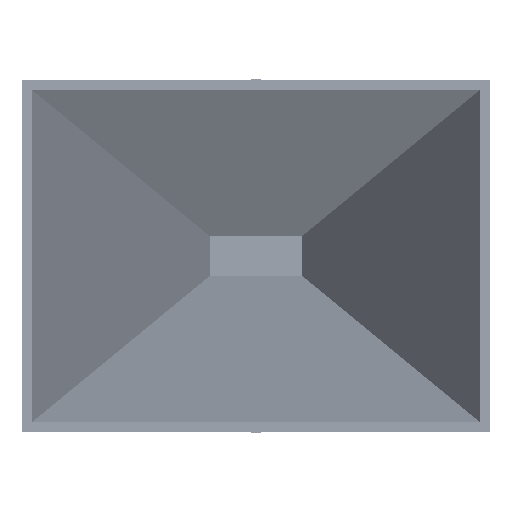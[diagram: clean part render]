
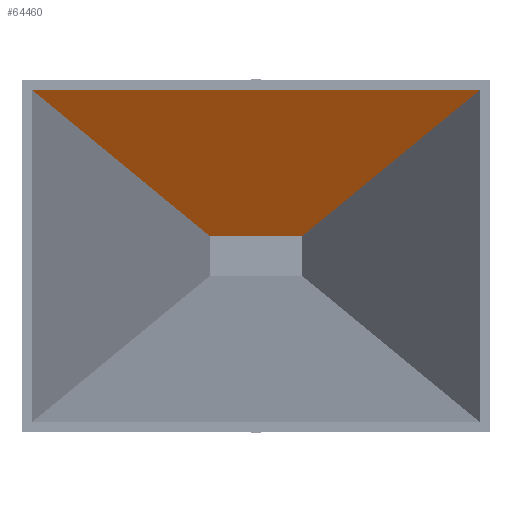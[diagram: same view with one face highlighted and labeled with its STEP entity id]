
A CAD part, front view. The second image highlights one B-rep face of the part: STEP entity #64460.
In plain terms, the highlighted face is planar.
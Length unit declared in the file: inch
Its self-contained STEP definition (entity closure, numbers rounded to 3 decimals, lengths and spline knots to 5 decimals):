
#403 = ORIENTED_EDGE ( 'NONE', *, *, #21741, .F. ) ;
#3362 = ORIENTED_EDGE ( 'NONE', *, *, #61700, .T. ) ;
#4548 = LINE ( 'NONE', #70543, #62566 ) ;
#5749 = CARTESIAN_POINT ( 'NONE',  ( -0.2485, 0.561, 2.27157 ) ) ;
#6273 = VECTOR ( 'NONE', #45472, 39.37008 ) ;
#6564 = VECTOR ( 'NONE', #11624, 39.37008 ) ;
#7002 = CARTESIAN_POINT ( 'NONE',  ( -2.03532, 2.74331, 12.85198 ) ) ;
#8758 = ORIENTED_EDGE ( 'NONE', *, *, #63681, .F. ) ;
#11624 = DIRECTION ( 'NONE',  ( 0.167, 0., -0.986 ) ) ;
#12247 = LINE ( 'NONE', #17290, #32138 ) ;
#12657 = CARTESIAN_POINT ( 'NONE',  ( -2.03532, 0., 12.85198 ) ) ;
#14566 = CARTESIAN_POINT ( 'NONE',  ( -0.2485, -0.561, 2.27157 ) ) ;
#17290 = CARTESIAN_POINT ( 'NONE',  ( -2.03532, -2.74331, 12.85198 ) ) ;
#17355 = LINE ( 'NONE', #12657, #6273 ) ;
#17843 = VERTEX_POINT ( 'NONE', #34609 ) ;
#19222 = FACE_OUTER_BOUND ( 'NONE', #39534, .T. ) ;
#21179 = LINE ( 'NONE', #36337, #41352 ) ;
#21741 = EDGE_CURVE ( 'NONE', #37603, #17843, #4548, .T. ) ;
#27732 = CARTESIAN_POINT ( 'NONE',  ( -2.03532, -2.74331, 12.85198 ) ) ;
#32138 = VECTOR ( 'NONE', #50132, 39.37008 ) ;
#32573 = CARTESIAN_POINT ( 'NONE',  ( -0.23944, -0.561, 2.2179 ) ) ;
#34609 = CARTESIAN_POINT ( 'NONE',  ( -0.23944, 0.561, 2.2179 ) ) ;
#36223 = VECTOR ( 'NONE', #65168, 39.37008 ) ;
#36337 = CARTESIAN_POINT ( 'NONE',  ( -0.2485, 0.561, 2.27157 ) ) ;
#36637 = DIRECTION ( 'NONE',  ( 0.163, -0.198, -0.966 ) ) ;
#37603 = VERTEX_POINT ( 'NONE', #7002 ) ;
#39092 = VERTEX_POINT ( 'NONE', #32573 ) ;
#39534 = EDGE_LOOP ( 'NONE', ( #48777, #42380, #3362, #46499, #403, #8758 ) ) ;
#41208 = DIRECTION ( 'NONE',  ( 0.986, 0., 0.167 ) ) ;
#41352 = VECTOR ( 'NONE', #42477, 39.37008 ) ;
#42380 = ORIENTED_EDGE ( 'NONE', *, *, #46046, .F. ) ;
#42477 = DIRECTION ( 'NONE',  ( 0.167, 0., -0.986 ) ) ;
#43735 = CARTESIAN_POINT ( 'NONE',  ( -0.2485, -0.561, 2.27157 ) ) ;
#45472 = DIRECTION ( 'NONE',  ( 0., 1., 0. ) ) ;
#46046 = EDGE_CURVE ( 'NONE', #48017, #39092, #54550, .T. ) ;
#46499 = ORIENTED_EDGE ( 'NONE', *, *, #50221, .T. ) ;
#48017 = VERTEX_POINT ( 'NONE', #14566 ) ;
#48582 = LINE ( 'NONE', #60470, #36223 ) ;
#48777 = ORIENTED_EDGE ( 'NONE', *, *, #49958, .T. ) ;
#49958 = EDGE_CURVE ( 'NONE', #62350, #39092, #12247, .T. ) ;
#50132 = DIRECTION ( 'NONE',  ( 0.163, 0.198, -0.966 ) ) ;
#50221 = EDGE_CURVE ( 'NONE', #66447, #17843, #21179, .T. ) ;
#51693 = PLANE ( 'NONE',  #64572 ) ;
#53099 = CARTESIAN_POINT ( 'NONE',  ( 0.13137, 0., 0.02219 ) ) ;
#54550 = LINE ( 'NONE', #43735, #6564 ) ;
#60470 = CARTESIAN_POINT ( 'NONE',  ( -0.2485, -0.561, 2.27157 ) ) ;
#61700 = EDGE_CURVE ( 'NONE', #48017, #66447, #48582, .T. ) ;
#62350 = VERTEX_POINT ( 'NONE', #27732 ) ;
#62566 = VECTOR ( 'NONE', #36637, 39.37008 ) ;
#63566 = DIRECTION ( 'NONE',  ( 0.167, 0., -0.986 ) ) ;
#63681 = EDGE_CURVE ( 'NONE', #62350, #37603, #17355, .T. ) ;
#64460 = ADVANCED_FACE ( 'NONE', ( #19222 ), #51693, .T. ) ;
#64572 = AXIS2_PLACEMENT_3D ( 'NONE', #53099, #41208, #63566 ) ;
#65168 = DIRECTION ( 'NONE',  ( 0., 1., 0. ) ) ;
#66447 = VERTEX_POINT ( 'NONE', #5749 ) ;
#70543 = CARTESIAN_POINT ( 'NONE',  ( -2.03532, 2.74331, 12.85198 ) ) ;
